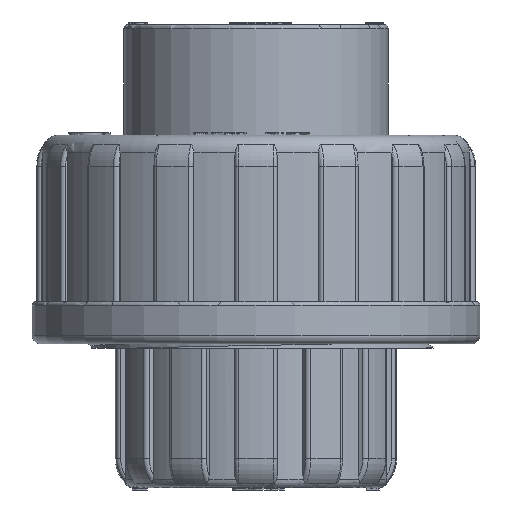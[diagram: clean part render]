
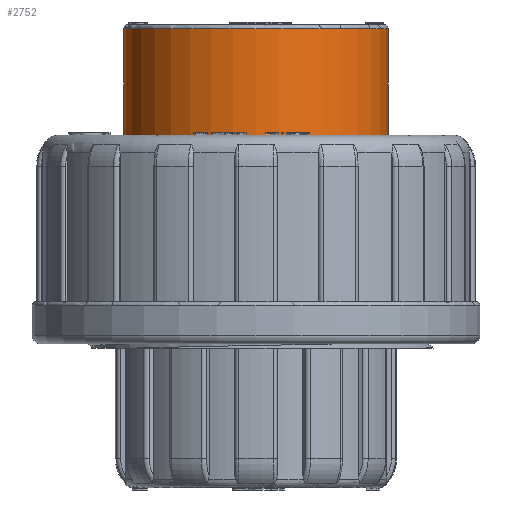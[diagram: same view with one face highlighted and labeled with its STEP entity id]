
A CAD part, front view. The second image highlights one B-rep face of the part: STEP entity #2752.
In plain terms, the highlighted cylindrical face has radius 15.65 mm (diameter 31.3 mm), a full revolution.
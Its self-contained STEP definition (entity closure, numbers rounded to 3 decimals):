
#2599=CYLINDRICAL_SURFACE('',#45683,15.65);
#2752=ADVANCED_FACE('',(#13835,#13836),#2599,.T.);
#7396=CIRCLE('',#45679,15.65);
#7397=CIRCLE('',#45681,15.65);
#13835=FACE_BOUND('',#14028,.T.);
#13836=FACE_BOUND('',#14029,.T.);
#14028=EDGE_LOOP('',(#17139));
#14029=EDGE_LOOP('',(#17140));
#17139=ORIENTED_EDGE('',*,*,#35654,.T.);
#17140=ORIENTED_EDGE('',*,*,#35655,.T.);
#31035=VERTEX_POINT('',#60367);
#31036=VERTEX_POINT('',#60370);
#35654=EDGE_CURVE('',#31035,#31035,#7396,.T.);
#35655=EDGE_CURVE('',#31036,#31036,#7397,.T.);
#45679=AXIS2_PLACEMENT_3D('',#60366,#48446,#48447);
#45681=AXIS2_PLACEMENT_3D('',#60369,#48450,#48451);
#45683=AXIS2_PLACEMENT_3D('',#60372,#48454,#48455);
#48446=DIRECTION('',(0.,0.,1.));
#48447=DIRECTION('',(1.,0.,0.));
#48450=DIRECTION('',(0.,0.,-1.));
#48451=DIRECTION('',(1.,0.,0.));
#48454=DIRECTION('',(0.,0.,1.));
#48455=DIRECTION('',(1.,0.,0.));
#60366=CARTESIAN_POINT('',(64.,0.,20.7));
#60367=CARTESIAN_POINT('',(79.65,0.,20.7));
#60369=CARTESIAN_POINT('',(64.,0.,33.3));
#60370=CARTESIAN_POINT('',(79.65,0.,33.3));
#60372=CARTESIAN_POINT('',(64.,0.,12.));
